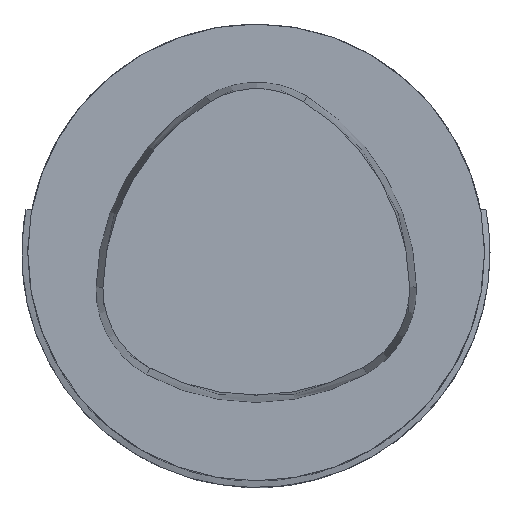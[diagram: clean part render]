
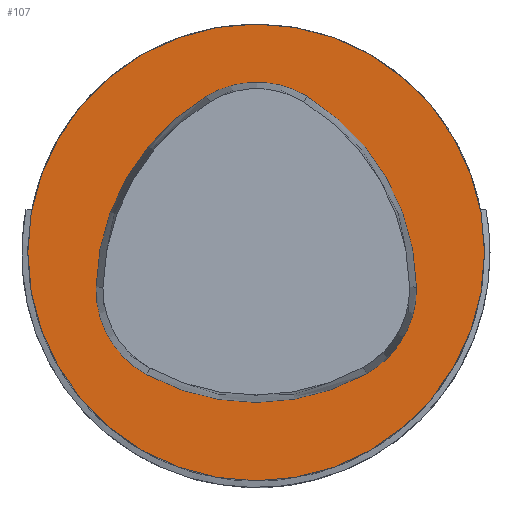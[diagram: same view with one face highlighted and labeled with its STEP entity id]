
A CAD part, top view. The second image highlights one B-rep face of the part: STEP entity #107.
In plain terms, the highlighted planar face has unit normal (0, 0, 1).
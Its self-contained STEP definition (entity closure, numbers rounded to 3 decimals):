
#68=CIRCLE('',#793,20.);
#107=ADVANCED_FACE('',(#178),#147,.T.);
#147=PLANE('',#795);
#178=FACE_OUTER_BOUND('',#226,.T.);
#226=EDGE_LOOP('',(#326));
#326=ORIENTED_EDGE('',*,*,#577,.T.);
#507=VERTEX_POINT('',#1206);
#577=EDGE_CURVE('',#507,#507,#68,.T.);
#793=AXIS2_PLACEMENT_3D('',#1205,#921,#922);
#795=AXIS2_PLACEMENT_3D('',#1208,#925,#926);
#921=DIRECTION('',(0.,0.,1.));
#922=DIRECTION('',(0.,1.,0.));
#925=DIRECTION('',(0.,0.,1.));
#926=DIRECTION('',(0.,1.,0.));
#1205=CARTESIAN_POINT('',(0.,0.,0.));
#1206=CARTESIAN_POINT('',(0.,20.,0.));
#1208=CARTESIAN_POINT('',(0.,0.,0.));
